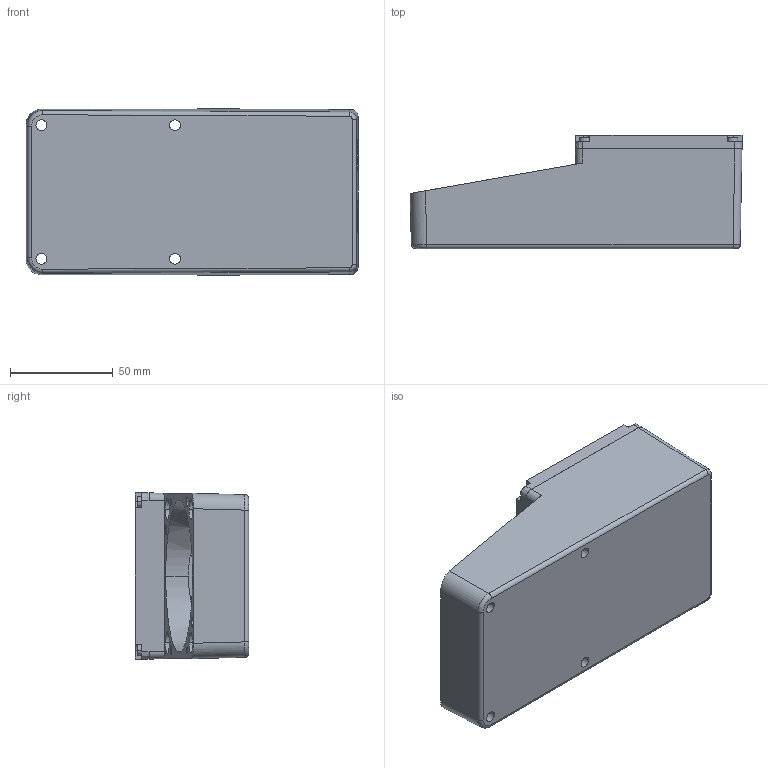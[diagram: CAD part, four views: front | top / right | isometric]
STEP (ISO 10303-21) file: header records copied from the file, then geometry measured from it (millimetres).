
FILE_DESCRIPTION((''),'2;1');
FILE_NAME('DM_CAD-1001A','2016-11-07T',('creinig-se'),(''),'PRO/ENGINEER BY PARAMETRIC TECHNOLOGY CORPORATION, 2015440','PRO/ENGINEER BY PARAMETRIC TECHNOLOGY CORPORATION, 2015440','');
FILE_SCHEMA(('CONFIG_CONTROL_DESIGN'));
Length unit declared in the file: millimetre
Products named in the file (1): DM_CAD-1001A
Bounding box: 161.51 x 55.2 x 80.94 mm (x, y, z)
Volume: 420616.5 mm3; surface area: 61009.4 mm2
Topology: 1 solids, 5 shells, 209 faces, 509 edges, 325 vertices
Faces by surface type: cylinder 78, plane 66, cone 35, bspline 14, torus 10, extrusion 6
Entity records: 8685 total; most frequent: CARTESIAN_POINT 2162, ORIENTED_EDGE 994, DIRECTION 981, PRESENTATION_STYLE_ASSIGNMENT 510, STYLED_ITEM 498, CURVE_STYLE 497, EDGE_CURVE 497, AXIS2_PLACEMENT_3D 386
